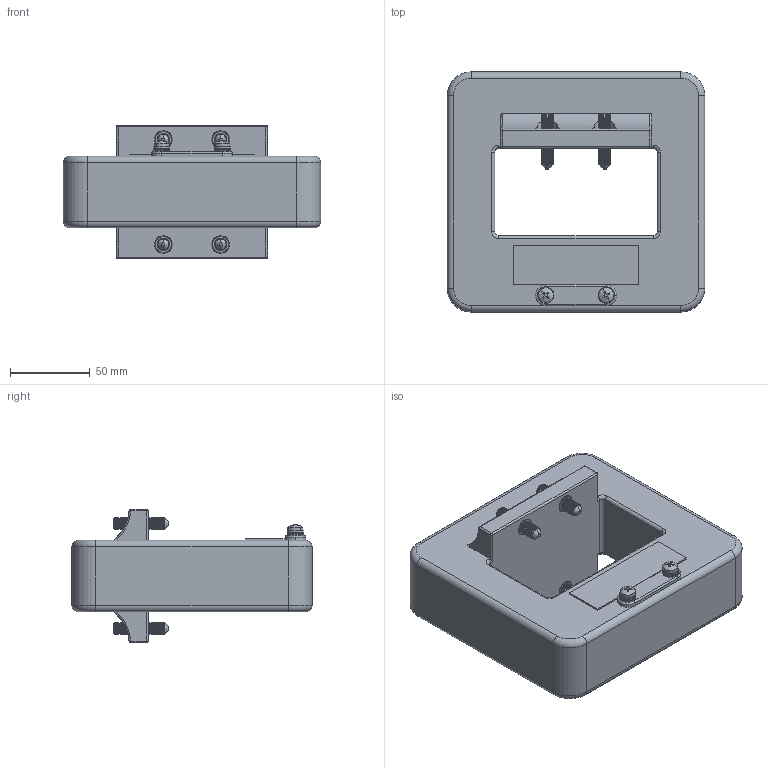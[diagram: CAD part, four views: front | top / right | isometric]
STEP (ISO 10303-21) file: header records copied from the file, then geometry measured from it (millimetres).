
FILE_DESCRIPTION (( 'STEP AP203' ), '1' );
FILE_NAME ('LMZJ1-0.66 100×50型.STEP', '2025-04-10T02:33:43', ( '微软用户' ), ( '微软中国' ), 'SwSTEP 2.0', 'SolidWorks 2019', '' );
FILE_SCHEMA (( 'CONFIG_CONTROL_DESIGN' ));
Length unit declared in the file: millimetre
Products named in the file (7): LMZJ1-0.66-100-50陔; slotted set screws with cone point gb_GB_FASTENER_SCREWS_NCB M8X35-S; 肣И璃5x8; 肣И璃8x12-籵謂; cross recessed pan head screws gb_GB_CROSS_SCREWS_TYPE1 M5X8-8  H type-S; plain washer form a_bsi_Bright washer BS 4320 - M5 (Form A); LMZJ1-0.66 100×50型
Assembly tree (17 placements, depth 2):
  LMZJ1-0.66 100×50型
    LMZJ1-0.66-100-50陔
    肣И璃8x12-籵謂  x4
    肣И璃5x8  x2
    slotted set screws with cone point gb_GB_FASTENER_SCREWS_NCB M8X35-S  x4
    plain washer form a_bsi_Bright washer BS 4320 - M5 (Form A)  x4
    cross recessed pan head screws gb_GB_CROSS_SCREWS_TYPE1 M5X8-8  H type-S  x2
Bounding box: 162 x 151 x 84 mm (x, y, z)
Volume: 899256.4 mm3; surface area: 96615.5 mm2
Topology: 17 solids, 17 shells, 2940 faces, 7528 edges, 4634 vertices
Faces by surface type: cylinder 1294, plane 831, cone 776, torus 27, sphere 12
Entity records: 31621 total; most frequent: DIRECTION 5605, CARTESIAN_POINT 5566, ORIENTED_EDGE 5128, EDGE_CURVE 2564, AXIS2_PLACEMENT_3D 2079, VERTEX_POINT 1583, VECTOR 1447, LINE 1447
